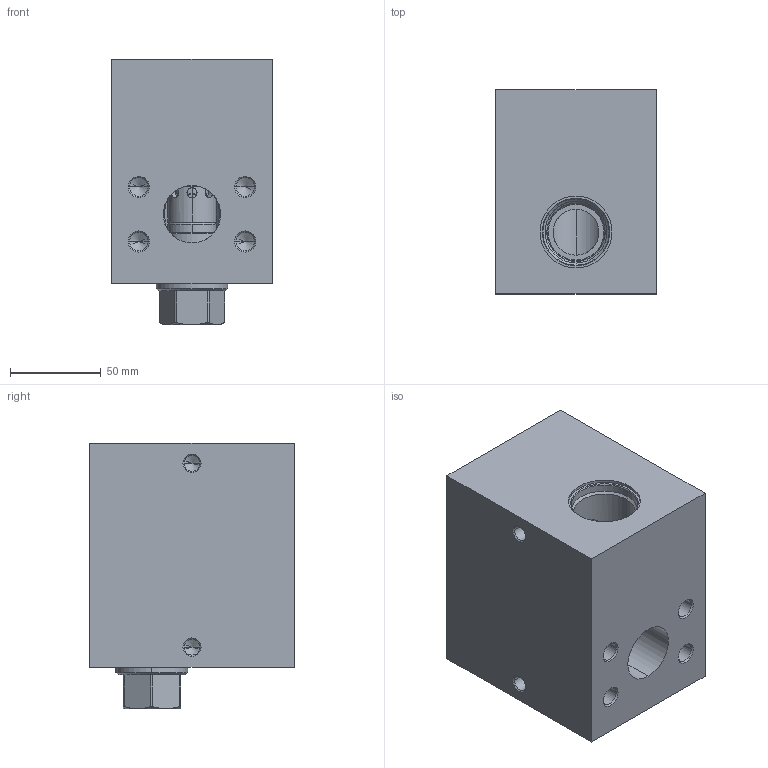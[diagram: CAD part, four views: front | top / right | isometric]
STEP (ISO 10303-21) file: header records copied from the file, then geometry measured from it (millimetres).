
FILE_DESCRIPTION((''),'2;1');
FILE_NAME('INQ_ASM','2022-03-02T',('ProEService'),(''),'PRO/ENGINEER BY PARAMETRIC TECHNOLOGY CORPORATION, 2014200','PRO/ENGINEER BY PARAMETRIC TECHNOLOGY CORPORATION, 2014200','');
FILE_SCHEMA(('CONFIG_CONTROL_DESIGN'));
Length unit declared in the file: inch
Products named in the file (3): 150-757-001; CXHAXAN; INQ_ASM
Assembly tree (2 placements, depth 2):
  INQ_ASM
    150-757-001
    CXHAXAN
Bounding box: 88.9 x 112.73 x 146.86 mm (x, y, z)
Volume: 1048687.2 mm3; surface area: 123726.4 mm2
Topology: 4 solids, 4 shells, 270 faces, 884 edges, 720 vertices
Faces by surface type: cylinder 116, cone 88, plane 39, torus 19, revolution 8
Entity records: 10992 total; most frequent: CARTESIAN_POINT 3415, DIRECTION 1635, ORIENTED_EDGE 1248, EDGE_CURVE 624, AXIS2_PLACEMENT_3D 584, VECTOR 459, LINE 459, VERTEX_POINT 381
